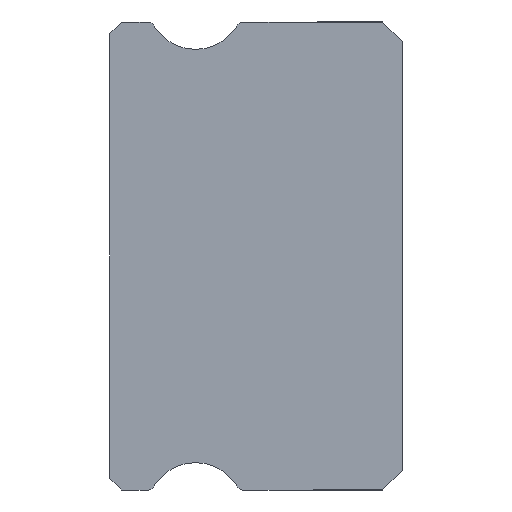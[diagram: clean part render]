
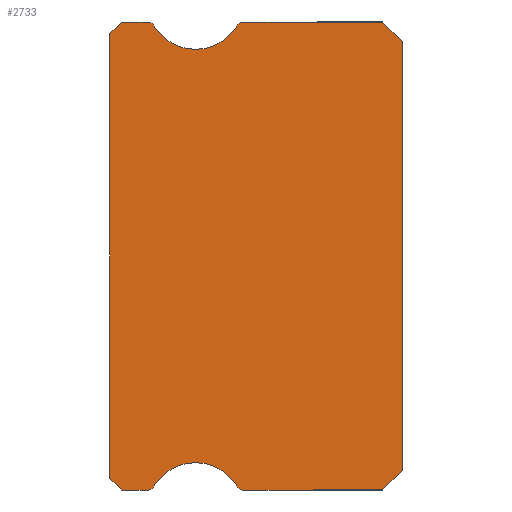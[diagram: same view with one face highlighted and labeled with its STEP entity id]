
A CAD part, left-side view. The second image highlights one B-rep face of the part: STEP entity #2733.
In plain terms, the highlighted planar face has unit normal (-1, 0, 0).
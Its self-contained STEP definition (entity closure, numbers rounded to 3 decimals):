
#2 = CARTESIAN_POINT ( 'NONE',  ( -15., 6.512, -6. ) ) ;
#47 = DIRECTION ( 'NONE',  ( 0., 0., -1. ) ) ;
#58 = ORIENTED_EDGE ( 'NONE', *, *, #1930, .F. ) ;
#66 = CARTESIAN_POINT ( 'NONE',  ( -15., 7.2, 6. ) ) ;
#76 = ORIENTED_EDGE ( 'NONE', *, *, #3114, .T. ) ;
#83 = CARTESIAN_POINT ( 'NONE',  ( -15., 4.217, -5.925 ) ) ;
#90 = VERTEX_POINT ( 'NONE', #309 ) ;
#96 = CARTESIAN_POINT ( 'NONE',  ( -15., 0.5, 6. ) ) ;
#103 = VECTOR ( 'NONE', #1051, 1000. ) ;
#117 = DIRECTION ( 'NONE',  ( 0., 0., -1. ) ) ;
#124 = DIRECTION ( 'NONE',  ( 0., 0., -1. ) ) ;
#134 = VECTOR ( 'NONE', #679, 1000. ) ;
#148 = VERTEX_POINT ( 'NONE', #285 ) ;
#186 = DIRECTION ( 'NONE',  ( 0., 0., -1. ) ) ;
#220 = CARTESIAN_POINT ( 'NONE',  ( -15., 0.5, 6. ) ) ;
#228 = VERTEX_POINT ( 'NONE', #66 ) ;
#276 = AXIS2_PLACEMENT_3D ( 'NONE', #445, #2856, #186 ) ;
#285 = CARTESIAN_POINT ( 'NONE',  ( -15., 0., 5.5 ) ) ;
#286 = DIRECTION ( 'NONE',  ( -1., 0., 0. ) ) ;
#309 = CARTESIAN_POINT ( 'NONE',  ( -15., 4.217, 5.925 ) ) ;
#345 = VERTEX_POINT ( 'NONE', #1783 ) ;
#375 = CARTESIAN_POINT ( 'NONE',  ( -15., 7.5, 5.85 ) ) ;
#421 = VECTOR ( 'NONE', #649, 1000. ) ;
#445 = CARTESIAN_POINT ( 'NONE',  ( -15., 4.088, 5.85 ) ) ;
#482 = CARTESIAN_POINT ( 'NONE',  ( -15., 4.088, 6. ) ) ;
#500 = EDGE_CURVE ( 'NONE', #2212, #345, #2026, .T. ) ;
#507 = ORIENTED_EDGE ( 'NONE', *, *, #961, .F. ) ;
#589 = ORIENTED_EDGE ( 'NONE', *, *, #500, .T. ) ;
#613 = CARTESIAN_POINT ( 'NONE',  ( -15., 6.383, -5.925 ) ) ;
#632 = AXIS2_PLACEMENT_3D ( 'NONE', #3148, #1640, #124 ) ;
#634 = CIRCLE ( 'NONE', #1141, 1.25 ) ;
#649 = DIRECTION ( 'NONE',  ( 0., 1., 0. ) ) ;
#679 = DIRECTION ( 'NONE',  ( 0., 0., 1. ) ) ;
#722 = CIRCLE ( 'NONE', #1606, 0.15 ) ;
#733 = EDGE_CURVE ( 'NONE', #2384, #768, #1126, .T. ) ;
#736 = EDGE_CURVE ( 'NONE', #3426, #228, #3376, .T. ) ;
#746 = CARTESIAN_POINT ( 'NONE',  ( -15., 5.3, 6.55 ) ) ;
#768 = VERTEX_POINT ( 'NONE', #613 ) ;
#814 = VECTOR ( 'NONE', #2195, 1000. ) ;
#819 = CARTESIAN_POINT ( 'NONE',  ( -15., 0.5, -6. ) ) ;
#856 = VERTEX_POINT ( 'NONE', #3424 ) ;
#873 = VECTOR ( 'NONE', #2350, 1000. ) ;
#936 = EDGE_CURVE ( 'NONE', #2681, #2415, #3684, .T. ) ;
#961 = EDGE_CURVE ( 'NONE', #1976, #1868, #2721, .T. ) ;
#984 = CARTESIAN_POINT ( 'NONE',  ( -15., 0., -5.5 ) ) ;
#990 = EDGE_CURVE ( 'NONE', #768, #1679, #1908, .T. ) ;
#1046 = ORIENTED_EDGE ( 'NONE', *, *, #936, .F. ) ;
#1051 = DIRECTION ( 'NONE',  ( 0., 1., 0. ) ) ;
#1100 = CARTESIAN_POINT ( 'NONE',  ( -15., 6.512, -5.85 ) ) ;
#1126 = CIRCLE ( 'NONE', #2143, 1.25 ) ;
#1141 = AXIS2_PLACEMENT_3D ( 'NONE', #746, #3809, #3191 ) ;
#1152 = CARTESIAN_POINT ( 'NONE',  ( -15., 6.512, 6. ) ) ;
#1182 = CARTESIAN_POINT ( 'NONE',  ( -15., 7.5, 5.7 ) ) ;
#1185 = DIRECTION ( 'NONE',  ( 1., 0., 0. ) ) ;
#1189 = EDGE_CURVE ( 'NONE', #2415, #2704, #3315, .T. ) ;
#1271 = AXIS2_PLACEMENT_3D ( 'NONE', #1100, #2366, #2296 ) ;
#1281 = DIRECTION ( 'NONE',  ( 0., 0., 1. ) ) ;
#1301 = PLANE ( 'NONE',  #1643 ) ;
#1361 = CARTESIAN_POINT ( 'NONE',  ( -15., 6.512, 5.85 ) ) ;
#1364 = EDGE_CURVE ( 'NONE', #1997, #3643, #3849, .T. ) ;
#1402 = DIRECTION ( 'NONE',  ( 1., 0., 0. ) ) ;
#1407 = CIRCLE ( 'NONE', #2048, 0.15 ) ;
#1449 = EDGE_CURVE ( 'NONE', #345, #1679, #2522, .T. ) ;
#1459 = VECTOR ( 'NONE', #3580, 1000. ) ;
#1572 = LINE ( 'NONE', #2770, #2286 ) ;
#1601 = EDGE_CURVE ( 'NONE', #3643, #148, #3223, .T. ) ;
#1606 = AXIS2_PLACEMENT_3D ( 'NONE', #1361, #1402, #2578 ) ;
#1622 = ORIENTED_EDGE ( 'NONE', *, *, #990, .F. ) ;
#1640 = DIRECTION ( 'NONE',  ( -1., 0., 0. ) ) ;
#1643 = AXIS2_PLACEMENT_3D ( 'NONE', #3696, #3140, #117 ) ;
#1679 = VERTEX_POINT ( 'NONE', #2 ) ;
#1719 = EDGE_CURVE ( 'NONE', #228, #856, #3030, .T. ) ;
#1728 = DIRECTION ( 'NONE',  ( 0., -0.707, -0.707 ) ) ;
#1752 = CARTESIAN_POINT ( 'NONE',  ( -15., 7.2, -6. ) ) ;
#1783 = CARTESIAN_POINT ( 'NONE',  ( -15., 7.2, -6. ) ) ;
#1859 = ORIENTED_EDGE ( 'NONE', *, *, #736, .T. ) ;
#1868 = VERTEX_POINT ( 'NONE', #2895 ) ;
#1908 = CIRCLE ( 'NONE', #1271, 0.15 ) ;
#1929 = CIRCLE ( 'NONE', #276, 0.15 ) ;
#1930 = EDGE_CURVE ( 'NONE', #1868, #90, #634, .T. ) ;
#1976 = VERTEX_POINT ( 'NONE', #2282 ) ;
#1997 = VERTEX_POINT ( 'NONE', #482 ) ;
#2026 = LINE ( 'NONE', #1752, #3831 ) ;
#2048 = AXIS2_PLACEMENT_3D ( 'NONE', #2413, #1185, #2380 ) ;
#2078 = ORIENTED_EDGE ( 'NONE', *, *, #1364, .F. ) ;
#2130 = CARTESIAN_POINT ( 'NONE',  ( -15., 6.512, 6. ) ) ;
#2143 = AXIS2_PLACEMENT_3D ( 'NONE', #2714, #286, #47 ) ;
#2195 = DIRECTION ( 'NONE',  ( 0., 0.707, -0.707 ) ) ;
#2212 = VERTEX_POINT ( 'NONE', #3278 ) ;
#2274 = ORIENTED_EDGE ( 'NONE', *, *, #1189, .F. ) ;
#2282 = CARTESIAN_POINT ( 'NONE',  ( -15., 6.383, 5.925 ) ) ;
#2286 = VECTOR ( 'NONE', #1281, 1000. ) ;
#2296 = DIRECTION ( 'NONE',  ( 0., 0., -1. ) ) ;
#2346 = EDGE_LOOP ( 'NONE', ( #2546, #3402, #589, #3040, #1622, #3232, #2467, #2274, #1046, #76, #2890, #2078, #2857, #58, #507, #2628, #1859 ) ) ;
#2350 = DIRECTION ( 'NONE',  ( 0., -1., 0. ) ) ;
#2366 = DIRECTION ( 'NONE',  ( 1., 0., 0. ) ) ;
#2380 = DIRECTION ( 'NONE',  ( 0., 0., -1. ) ) ;
#2384 = VERTEX_POINT ( 'NONE', #83 ) ;
#2413 = CARTESIAN_POINT ( 'NONE',  ( -15., 4.088, -5.85 ) ) ;
#2415 = VERTEX_POINT ( 'NONE', #819 ) ;
#2467 = ORIENTED_EDGE ( 'NONE', *, *, #3466, .F. ) ;
#2497 = CARTESIAN_POINT ( 'NONE',  ( -15., 4.088, -6. ) ) ;
#2516 = CARTESIAN_POINT ( 'NONE',  ( -15., 0., -5.5 ) ) ;
#2522 = LINE ( 'NONE', #2851, #3646 ) ;
#2546 = ORIENTED_EDGE ( 'NONE', *, *, #1719, .T. ) ;
#2578 = DIRECTION ( 'NONE',  ( 0., 0., -1. ) ) ;
#2628 = ORIENTED_EDGE ( 'NONE', *, *, #3178, .F. ) ;
#2681 = VERTEX_POINT ( 'NONE', #2516 ) ;
#2704 = VERTEX_POINT ( 'NONE', #2497 ) ;
#2714 = CARTESIAN_POINT ( 'NONE',  ( -15., 5.3, -6.55 ) ) ;
#2721 = CIRCLE ( 'NONE', #632, 1.25 ) ;
#2733 = ADVANCED_FACE ( 'NONE', ( #3094 ), #1301, .F. ) ;
#2770 = CARTESIAN_POINT ( 'NONE',  ( -15., 0., 5.5 ) ) ;
#2851 = CARTESIAN_POINT ( 'NONE',  ( -15., 6.512, -6. ) ) ;
#2856 = DIRECTION ( 'NONE',  ( 1., 0., 0. ) ) ;
#2857 = ORIENTED_EDGE ( 'NONE', *, *, #3171, .F. ) ;
#2890 = ORIENTED_EDGE ( 'NONE', *, *, #1601, .F. ) ;
#2895 = CARTESIAN_POINT ( 'NONE',  ( -15., 5.3, 5.3 ) ) ;
#2930 = DIRECTION ( 'NONE',  ( 0., -0.707, -0.707 ) ) ;
#3030 = LINE ( 'NONE', #1182, #1459 ) ;
#3039 = CARTESIAN_POINT ( 'NONE',  ( -15., 7.2, 6. ) ) ;
#3040 = ORIENTED_EDGE ( 'NONE', *, *, #1449, .T. ) ;
#3094 = FACE_OUTER_BOUND ( 'NONE', #2346, .T. ) ;
#3114 = EDGE_CURVE ( 'NONE', #2681, #148, #1572, .T. ) ;
#3140 = DIRECTION ( 'NONE',  ( 1., 0., 0. ) ) ;
#3148 = CARTESIAN_POINT ( 'NONE',  ( -15., 5.3, 6.55 ) ) ;
#3151 = DIRECTION ( 'NONE',  ( 0., -1., 0. ) ) ;
#3171 = EDGE_CURVE ( 'NONE', #90, #1997, #1929, .T. ) ;
#3178 = EDGE_CURVE ( 'NONE', #3426, #1976, #722, .T. ) ;
#3191 = DIRECTION ( 'NONE',  ( 0., 0., -1. ) ) ;
#3223 = LINE ( 'NONE', #220, #3266 ) ;
#3232 = ORIENTED_EDGE ( 'NONE', *, *, #733, .F. ) ;
#3266 = VECTOR ( 'NONE', #2930, 1000. ) ;
#3278 = CARTESIAN_POINT ( 'NONE',  ( -15., 7.5, -5.7 ) ) ;
#3315 = LINE ( 'NONE', #3435, #103 ) ;
#3376 = LINE ( 'NONE', #3039, #421 ) ;
#3402 = ORIENTED_EDGE ( 'NONE', *, *, #3507, .F. ) ;
#3424 = CARTESIAN_POINT ( 'NONE',  ( -15., 7.5, 5.7 ) ) ;
#3426 = VERTEX_POINT ( 'NONE', #2130 ) ;
#3435 = CARTESIAN_POINT ( 'NONE',  ( -15., 6.512, -6. ) ) ;
#3466 = EDGE_CURVE ( 'NONE', #2704, #2384, #1407, .T. ) ;
#3507 = EDGE_CURVE ( 'NONE', #2212, #856, #3695, .T. ) ;
#3580 = DIRECTION ( 'NONE',  ( 0., 0.707, -0.707 ) ) ;
#3643 = VERTEX_POINT ( 'NONE', #96 ) ;
#3646 = VECTOR ( 'NONE', #3151, 1000. ) ;
#3684 = LINE ( 'NONE', #984, #814 ) ;
#3695 = LINE ( 'NONE', #375, #134 ) ;
#3696 = CARTESIAN_POINT ( 'NONE',  ( -15., 6.512, 5.85 ) ) ;
#3809 = DIRECTION ( 'NONE',  ( -1., 0., 0. ) ) ;
#3831 = VECTOR ( 'NONE', #1728, 1000. ) ;
#3849 = LINE ( 'NONE', #1152, #873 ) ;
